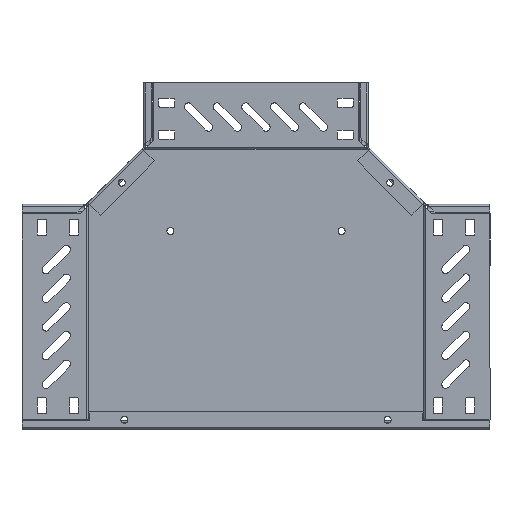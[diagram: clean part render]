
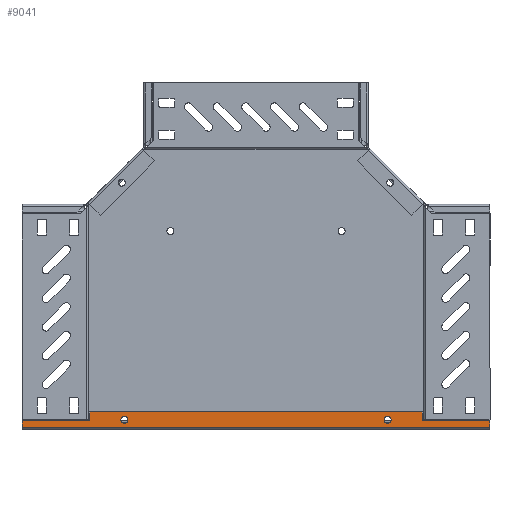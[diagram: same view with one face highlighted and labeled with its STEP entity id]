
A CAD part, front view. The second image highlights one B-rep face of the part: STEP entity #9041.
In plain terms, the highlighted planar face has unit normal (0, -1, 0).
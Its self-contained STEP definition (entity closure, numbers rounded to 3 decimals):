
#247 = AXIS2_PLACEMENT_3D ( 'NONE', #8495, #10409, #5575 ) ;
#337 = LINE ( 'NONE', #9936, #9302 ) ;
#374 = CARTESIAN_POINT ( 'NONE',  ( 11.35, 0., -89.25 ) ) ;
#383 = ORIENTED_EDGE ( 'NONE', *, *, #6506, .F. ) ;
#801 = FACE_BOUND ( 'NONE', #1020, .T. ) ;
#910 = VECTOR ( 'NONE', #12003, 1000. ) ;
#1020 = EDGE_LOOP ( 'NONE', ( #383, #9875 ) ) ;
#1090 = DIRECTION ( 'NONE',  ( -1., 0., 0. ) ) ;
#1092 = LINE ( 'NONE', #5245, #3588 ) ;
#1156 = VERTEX_POINT ( 'NONE', #11854 ) ;
#1216 = AXIS2_PLACEMENT_3D ( 'NONE', #7897, #1367, #1090 ) ;
#1217 = DIRECTION ( 'NONE',  ( 0., 0., -1. ) ) ;
#1353 = CARTESIAN_POINT ( 'NONE',  ( 7.25, 0., -408. ) ) ;
#1367 = DIRECTION ( 'NONE',  ( 0., 1., 0. ) ) ;
#1698 = CARTESIAN_POINT ( 'NONE',  ( 1.75, 0., -204. ) ) ;
#1747 = CARTESIAN_POINT ( 'NONE',  ( 8.25, 0., -318.75 ) ) ;
#1766 = CARTESIAN_POINT ( 'NONE',  ( 5.15, 0., -318.75 ) ) ;
#1845 = DIRECTION ( 'NONE',  ( -1., 0., 0. ) ) ;
#2173 = LINE ( 'NONE', #1353, #12603 ) ;
#2176 = VERTEX_POINT ( 'NONE', #11815 ) ;
#2346 = ORIENTED_EDGE ( 'NONE', *, *, #10058, .F. ) ;
#2360 = VECTOR ( 'NONE', #1845, 1000. ) ;
#2475 = EDGE_CURVE ( 'NONE', #6964, #8589, #10328, .T. ) ;
#2721 = ORIENTED_EDGE ( 'NONE', *, *, #3869, .T. ) ;
#2799 = DIRECTION ( 'NONE',  ( -1., 0., 0. ) ) ;
#2808 = EDGE_CURVE ( 'NONE', #9275, #3511, #1092, .T. ) ;
#3153 = EDGE_CURVE ( 'NONE', #2176, #11502, #7440, .T. ) ;
#3171 = DIRECTION ( 'NONE',  ( 0., 0., 1. ) ) ;
#3331 = EDGE_CURVE ( 'NONE', #4223, #3511, #11375, .T. ) ;
#3347 = CARTESIAN_POINT ( 'NONE',  ( 8.25, 0., -318.75 ) ) ;
#3431 = ORIENTED_EDGE ( 'NONE', *, *, #2808, .T. ) ;
#3455 = CIRCLE ( 'NONE', #1216, 3.1 ) ;
#3511 = VERTEX_POINT ( 'NONE', #6010 ) ;
#3588 = VECTOR ( 'NONE', #5037, 1000. ) ;
#3594 = VERTEX_POINT ( 'NONE', #4292 ) ;
#3807 = VECTOR ( 'NONE', #5401, 1000. ) ;
#3816 = CARTESIAN_POINT ( 'NONE',  ( 15., 0., -349. ) ) ;
#3869 = EDGE_CURVE ( 'NONE', #1156, #3594, #337, .T. ) ;
#4214 = CARTESIAN_POINT ( 'NONE',  ( 7.25, 0., -349. ) ) ;
#4223 = VERTEX_POINT ( 'NONE', #10165 ) ;
#4292 = CARTESIAN_POINT ( 'NONE',  ( 7.25, 0., -59. ) ) ;
#4441 = ORIENTED_EDGE ( 'NONE', *, *, #3153, .T. ) ;
#4483 = ORIENTED_EDGE ( 'NONE', *, *, #11113, .F. ) ;
#4775 = EDGE_CURVE ( 'NONE', #10505, #1156, #11234, .T. ) ;
#4930 = CARTESIAN_POINT ( 'NONE',  ( 8.25, 0., -89.25 ) ) ;
#5037 = DIRECTION ( 'NONE',  ( -1., 0., 0. ) ) ;
#5045 = ORIENTED_EDGE ( 'NONE', *, *, #8504, .F. ) ;
#5146 = CARTESIAN_POINT ( 'NONE',  ( 7.25, 0., -408. ) ) ;
#5245 = CARTESIAN_POINT ( 'NONE',  ( 15., 0., 0. ) ) ;
#5401 = DIRECTION ( 'NONE',  ( 0., 0., 1. ) ) ;
#5494 = LINE ( 'NONE', #9364, #2360 ) ;
#5575 = DIRECTION ( 'NONE',  ( -1., 0., 0. ) ) ;
#5758 = DIRECTION ( 'NONE',  ( 0., -1., 0. ) ) ;
#5769 = CARTESIAN_POINT ( 'NONE',  ( 15., 0., -349. ) ) ;
#5868 = EDGE_LOOP ( 'NONE', ( #2721, #11241, #3431, #10625, #4483, #5045, #2346, #8392 ) ) ;
#6010 = CARTESIAN_POINT ( 'NONE',  ( 1.75, 0., 0. ) ) ;
#6083 = DIRECTION ( 'NONE',  ( 0., -1., 0. ) ) ;
#6094 = CARTESIAN_POINT ( 'NONE',  ( 11.35, 0., -318.75 ) ) ;
#6376 = EDGE_LOOP ( 'NONE', ( #4441, #10444 ) ) ;
#6506 = EDGE_CURVE ( 'NONE', #8589, #6964, #11985, .T. ) ;
#6591 = VERTEX_POINT ( 'NONE', #4214 ) ;
#6631 = EDGE_CURVE ( 'NONE', #11502, #2176, #3455, .T. ) ;
#6685 = AXIS2_PLACEMENT_3D ( 'NONE', #1747, #5758, #11421 ) ;
#6709 = LINE ( 'NONE', #5769, #910 ) ;
#6964 = VERTEX_POINT ( 'NONE', #6094 ) ;
#7205 = DIRECTION ( 'NONE',  ( -1., 0., 0. ) ) ;
#7410 = CARTESIAN_POINT ( 'NONE',  ( 7.25, 0., 0. ) ) ;
#7440 = CIRCLE ( 'NONE', #9073, 3.1 ) ;
#7475 = FACE_OUTER_BOUND ( 'NONE', #5868, .T. ) ;
#7897 = CARTESIAN_POINT ( 'NONE',  ( 8.25, 0., -89.25 ) ) ;
#7990 = LINE ( 'NONE', #11887, #10702 ) ;
#8277 = AXIS2_PLACEMENT_3D ( 'NONE', #3347, #6083, #7205 ) ;
#8392 = ORIENTED_EDGE ( 'NONE', *, *, #4775, .T. ) ;
#8425 = FACE_BOUND ( 'NONE', #6376, .T. ) ;
#8445 = VERTEX_POINT ( 'NONE', #5146 ) ;
#8495 = CARTESIAN_POINT ( 'NONE',  ( 15., 0., -204. ) ) ;
#8504 = EDGE_CURVE ( 'NONE', #6591, #8445, #2173, .T. ) ;
#8589 = VERTEX_POINT ( 'NONE', #1766 ) ;
#8905 = DIRECTION ( 'NONE',  ( -1., 0., 0. ) ) ;
#9041 = ADVANCED_FACE ( 'NONE', ( #8425, #7475, #801 ), #11372, .F. ) ;
#9073 = AXIS2_PLACEMENT_3D ( 'NONE', #4930, #11506, #2799 ) ;
#9227 = VECTOR ( 'NONE', #11174, 1000. ) ;
#9275 = VERTEX_POINT ( 'NONE', #7410 ) ;
#9302 = VECTOR ( 'NONE', #8905, 1000. ) ;
#9364 = CARTESIAN_POINT ( 'NONE',  ( 15., 0., -408. ) ) ;
#9875 = ORIENTED_EDGE ( 'NONE', *, *, #2475, .F. ) ;
#9936 = CARTESIAN_POINT ( 'NONE',  ( 15., 0., -59. ) ) ;
#10058 = EDGE_CURVE ( 'NONE', #10505, #6591, #6709, .T. ) ;
#10165 = CARTESIAN_POINT ( 'NONE',  ( 1.75, 0., -408. ) ) ;
#10328 = CIRCLE ( 'NONE', #8277, 3.1 ) ;
#10409 = DIRECTION ( 'NONE',  ( 0., 1., 0. ) ) ;
#10444 = ORIENTED_EDGE ( 'NONE', *, *, #6631, .T. ) ;
#10505 = VERTEX_POINT ( 'NONE', #3816 ) ;
#10625 = ORIENTED_EDGE ( 'NONE', *, *, #3331, .F. ) ;
#10702 = VECTOR ( 'NONE', #3171, 1000. ) ;
#11106 = CARTESIAN_POINT ( 'NONE',  ( 15., 0., -204. ) ) ;
#11113 = EDGE_CURVE ( 'NONE', #8445, #4223, #5494, .T. ) ;
#11174 = DIRECTION ( 'NONE',  ( 0., 0., 1. ) ) ;
#11234 = LINE ( 'NONE', #11106, #9227 ) ;
#11241 = ORIENTED_EDGE ( 'NONE', *, *, #12349, .T. ) ;
#11372 = PLANE ( 'NONE',  #247 ) ;
#11375 = LINE ( 'NONE', #1698, #3807 ) ;
#11421 = DIRECTION ( 'NONE',  ( -1., 0., 0. ) ) ;
#11502 = VERTEX_POINT ( 'NONE', #374 ) ;
#11506 = DIRECTION ( 'NONE',  ( 0., 1., 0. ) ) ;
#11815 = CARTESIAN_POINT ( 'NONE',  ( 5.15, 0., -89.25 ) ) ;
#11854 = CARTESIAN_POINT ( 'NONE',  ( 15., 0., -59. ) ) ;
#11887 = CARTESIAN_POINT ( 'NONE',  ( 7.25, 0., 0. ) ) ;
#11985 = CIRCLE ( 'NONE', #6685, 3.1 ) ;
#12003 = DIRECTION ( 'NONE',  ( -1., 0., 0. ) ) ;
#12349 = EDGE_CURVE ( 'NONE', #3594, #9275, #7990, .T. ) ;
#12603 = VECTOR ( 'NONE', #1217, 1000. ) ;
